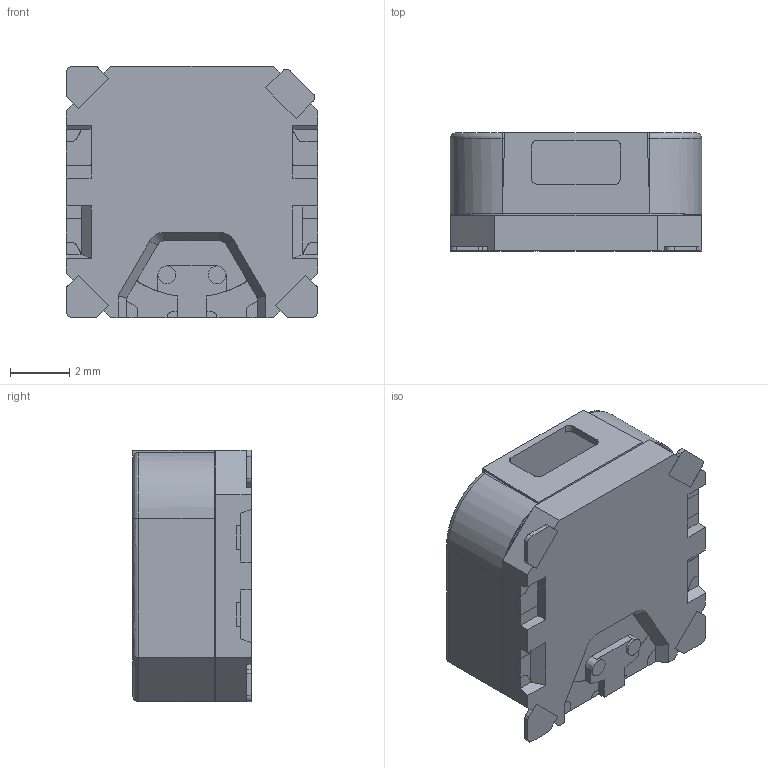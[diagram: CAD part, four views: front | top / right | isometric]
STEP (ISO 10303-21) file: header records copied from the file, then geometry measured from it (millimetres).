
FILE_DESCRIPTION((''),'2;1');
FILE_NAME('','2015-12-23T10:14:29',(''),(''),'','CADfix','');
FILE_SCHEMA(('AUTOMOTIVE_DESIGN { 1 0 10303 214 1 1 1 1 }'));
Length unit declared in the file: millimetre
Products named in the file (7): MLT-03_case_GC; MLT_TERMINAL_2_mr; MLT_TERMINAL_2; MLT_TERMINAL_1_mr; MLT_BASE; MLT_BASE_ASSY_1; MLT-03GC_model
Assembly tree (6 placements, depth 3):
  MLT-03GC_model
    MLT-03_case_GC
    MLT_BASE_ASSY_1
      MLT_TERMINAL_2_mr
      MLT_TERMINAL_2
      MLT_TERMINAL_1_mr
      MLT_BASE
Bounding box: 8.5 x 4 x 8.5 mm (x, y, z)
Volume: 111.5 mm3; surface area: 546.1 mm2
Topology: 5 solids, 5 shells, 286 faces, 845 edges, 556 vertices
Faces by surface type: bspline 286
Entity records: 12378 total; most frequent: CARTESIAN_POINT 5126, STYLED_ITEM 2254, ORIENTED_EDGE 1690, EDGE_CURVE 845, QUASI_UNIFORM_CURVE 636, VERTEX_POINT 556, EDGE_LOOP 289, FACE_OUTER_BOUND 286
